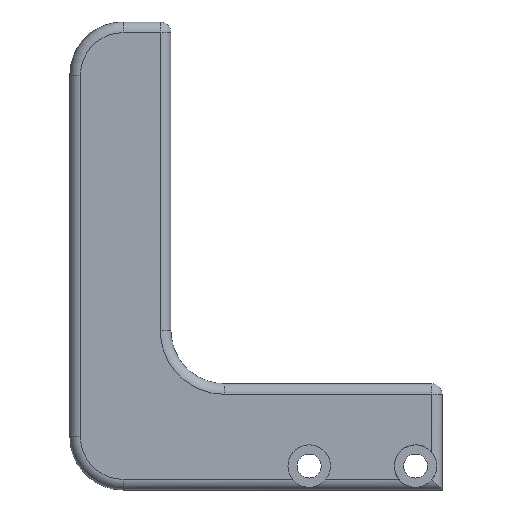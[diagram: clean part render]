
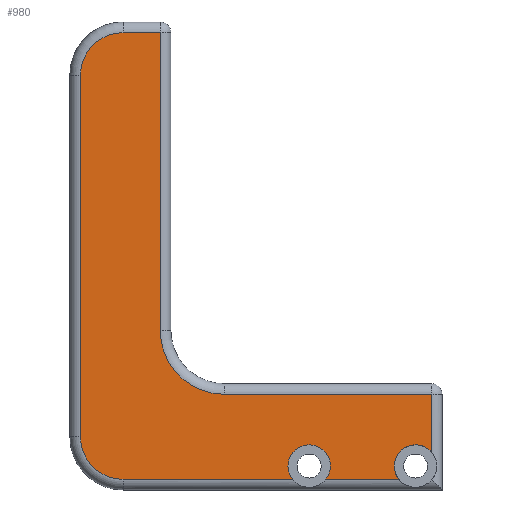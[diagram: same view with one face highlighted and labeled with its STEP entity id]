
A CAD part, left-side view. The second image highlights one B-rep face of the part: STEP entity #980.
In plain terms, the highlighted face is planar.
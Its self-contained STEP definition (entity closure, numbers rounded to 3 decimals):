
#12 = CARTESIAN_POINT ( 'NONE',  ( -7.146, 18., 2. ) ) ;
#69 = VERTEX_POINT ( 'NONE', #715 ) ;
#72 = CARTESIAN_POINT ( 'NONE',  ( -2., 18., 8.122 ) ) ;
#76 = DIRECTION ( 'NONE',  ( 0., 0., -1. ) ) ;
#78 = VERTEX_POINT ( 'NONE', #1347 ) ;
#91 = VERTEX_POINT ( 'NONE', #320 ) ;
#94 = VERTEX_POINT ( 'NONE', #1506 ) ;
#100 = EDGE_CURVE ( 'NONE', #695, #1517, #1084, .T. ) ;
#128 = VERTEX_POINT ( 'NONE', #1164 ) ;
#138 = VECTOR ( 'NONE', #76, 1000. ) ;
#154 = ORIENTED_EDGE ( 'NONE', *, *, #1071, .F. ) ;
#169 = CARTESIAN_POINT ( 'NONE',  ( 0., 18., 0. ) ) ;
#180 = DIRECTION ( 'NONE',  ( 0., 1., 0. ) ) ;
#183 = CIRCLE ( 'NONE', #1092, 8. ) ;
#193 = CIRCLE ( 'NONE', #1177, 12. ) ;
#200 = CIRCLE ( 'NONE', #792, 8. ) ;
#222 = DIRECTION ( 'NONE',  ( 0., 0., -1. ) ) ;
#237 = AXIS2_PLACEMENT_3D ( 'NONE', #416, #1271, #529 ) ;
#238 = CARTESIAN_POINT ( 'NONE',  ( -86., 18., 53. ) ) ;
#242 = EDGE_CURVE ( 'NONE', #502, #1266, #200, .T. ) ;
#273 = EDGE_CURVE ( 'NONE', #695, #94, #1121, .T. ) ;
#297 = DIRECTION ( 'NONE',  ( 0., -1., 0. ) ) ;
#319 = AXIS2_PLACEMENT_3D ( 'NONE', #169, #180, #999 ) ;
#320 = CARTESIAN_POINT ( 'NONE',  ( -4.5, 18., 21. ) ) ;
#328 = CARTESIAN_POINT ( 'NONE',  ( -78., 18., 60. ) ) ;
#348 = VERTEX_POINT ( 'NONE', #12 ) ;
#384 = DIRECTION ( 'NONE',  ( 0., 0., 1. ) ) ;
#389 = CIRCLE ( 'NONE', #1300, 4. ) ;
#416 = CARTESIAN_POINT ( 'NONE',  ( -4.5, 18., 25. ) ) ;
#428 = LINE ( 'NONE', #1114, #944 ) ;
#429 = CARTESIAN_POINT ( 'NONE',  ( -86., 18., 60. ) ) ;
#436 = DIRECTION ( 'NONE',  ( 0., 0., 1. ) ) ;
#447 = LINE ( 'NONE', #535, #138 ) ;
#494 = CARTESIAN_POINT ( 'NONE',  ( -30., 18., 41. ) ) ;
#498 = DIRECTION ( 'NONE',  ( 0., -1., 0. ) ) ;
#502 = VERTEX_POINT ( 'NONE', #1020 ) ;
#504 = CARTESIAN_POINT ( 'NONE',  ( -4.5, 18., 25. ) ) ;
#529 = DIRECTION ( 'NONE',  ( 0., 0., -1. ) ) ;
#532 = EDGE_CURVE ( 'NONE', #733, #128, #183, .T. ) ;
#535 = CARTESIAN_POINT ( 'NONE',  ( -18., 18., 0. ) ) ;
#536 = CARTESIAN_POINT ( 'NONE',  ( -2., 18., 60. ) ) ;
#553 = EDGE_CURVE ( 'NONE', #603, #728, #1392, .T. ) ;
#558 = LINE ( 'NONE', #1057, #1504 ) ;
#565 = ORIENTED_EDGE ( 'NONE', *, *, #100, .T. ) ;
#569 = EDGE_LOOP ( 'NONE', ( #565, #1305, #1306, #154, #688, #854, #602, #601, #672, #1555, #1288, #1031, #963, #1022, #1571 ) ) ;
#592 = FACE_OUTER_BOUND ( 'NONE', #569, .T. ) ;
#601 = ORIENTED_EDGE ( 'NONE', *, *, #242, .F. ) ;
#602 = ORIENTED_EDGE ( 'NONE', *, *, #1409, .F. ) ;
#603 = VERTEX_POINT ( 'NONE', #238 ) ;
#616 = DIRECTION ( 'NONE',  ( 0., 0., -1. ) ) ;
#620 = DIRECTION ( 'NONE',  ( 0., 0., -1. ) ) ;
#622 = DIRECTION ( 'NONE',  ( 0., -1., 0. ) ) ;
#631 = EDGE_CURVE ( 'NONE', #78, #1156, #1006, .T. ) ;
#641 = PLANE ( 'NONE',  #319 ) ;
#652 = CARTESIAN_POINT ( 'NONE',  ( -18., 18., 2. ) ) ;
#666 = DIRECTION ( 'NONE',  ( 0., -1., 0. ) ) ;
#672 = ORIENTED_EDGE ( 'NONE', *, *, #1545, .F. ) ;
#688 = ORIENTED_EDGE ( 'NONE', *, *, #1572, .F. ) ;
#695 = VERTEX_POINT ( 'NONE', #72 ) ;
#715 = CARTESIAN_POINT ( 'NONE',  ( -18., 18., 41. ) ) ;
#728 = VERTEX_POINT ( 'NONE', #1397 ) ;
#733 = VERTEX_POINT ( 'NONE', #536 ) ;
#738 = CARTESIAN_POINT ( 'NONE',  ( -30., 18., 53. ) ) ;
#787 = CARTESIAN_POINT ( 'NONE',  ( -4.5, 18., 5. ) ) ;
#792 = AXIS2_PLACEMENT_3D ( 'NONE', #328, #1041, #914 ) ;
#811 = LINE ( 'NONE', #960, #1434 ) ;
#834 = CARTESIAN_POINT ( 'NONE',  ( -4.5, 18., 9. ) ) ;
#854 = ORIENTED_EDGE ( 'NONE', *, *, #553, .F. ) ;
#877 = VECTOR ( 'NONE', #1260, 1000. ) ;
#897 = EDGE_CURVE ( 'NONE', #1517, #348, #389, .T. ) ;
#911 = LINE ( 'NONE', #1386, #877 ) ;
#914 = DIRECTION ( 'NONE',  ( 0., 0., -1. ) ) ;
#931 = EDGE_CURVE ( 'NONE', #78, #733, #428, .T. ) ;
#944 = VECTOR ( 'NONE', #384, 1000. ) ;
#960 = CARTESIAN_POINT ( 'NONE',  ( -78., 18., 68. ) ) ;
#963 = ORIENTED_EDGE ( 'NONE', *, *, #1282, .T. ) ;
#980 = ADVANCED_FACE ( 'NONE', ( #592 ), #641, .T. ) ;
#999 = DIRECTION ( 'NONE',  ( 0., 0., -1. ) ) ;
#1000 = CARTESIAN_POINT ( 'NONE',  ( -4.5, 18., 25. ) ) ;
#1006 = CIRCLE ( 'NONE', #1410, 4. ) ;
#1012 = EDGE_CURVE ( 'NONE', #91, #94, #1577, .T. ) ;
#1020 = CARTESIAN_POINT ( 'NONE',  ( -78., 18., 68. ) ) ;
#1022 = ORIENTED_EDGE ( 'NONE', *, *, #1012, .T. ) ;
#1031 = ORIENTED_EDGE ( 'NONE', *, *, #631, .T. ) ;
#1034 = VERTEX_POINT ( 'NONE', #652 ) ;
#1041 = DIRECTION ( 'NONE',  ( 0., -1., 0. ) ) ;
#1051 = VECTOR ( 'NONE', #1240, 1000. ) ;
#1057 = CARTESIAN_POINT ( 'NONE',  ( -86., 18., 51. ) ) ;
#1071 = EDGE_CURVE ( 'NONE', #69, #1034, #447, .T. ) ;
#1076 = VECTOR ( 'NONE', #436, 1000. ) ;
#1084 = CIRCLE ( 'NONE', #1538, 4. ) ;
#1090 = DIRECTION ( 'NONE',  ( -1., 0., 0. ) ) ;
#1092 = AXIS2_PLACEMENT_3D ( 'NONE', #1482, #622, #1362 ) ;
#1114 = CARTESIAN_POINT ( 'NONE',  ( -2., 18., 60. ) ) ;
#1121 = LINE ( 'NONE', #1171, #1076 ) ;
#1144 = DIRECTION ( 'NONE',  ( 0., 0., -1. ) ) ;
#1156 = VERTEX_POINT ( 'NONE', #1556 ) ;
#1162 = CIRCLE ( 'NONE', #1448, 4. ) ;
#1164 = CARTESIAN_POINT ( 'NONE',  ( -10., 18., 68. ) ) ;
#1171 = CARTESIAN_POINT ( 'NONE',  ( -2., 18., 60. ) ) ;
#1177 = AXIS2_PLACEMENT_3D ( 'NONE', #494, #1353, #616 ) ;
#1233 = CARTESIAN_POINT ( 'NONE',  ( -4.5, 18., 5. ) ) ;
#1240 = DIRECTION ( 'NONE',  ( 1., 0., 0. ) ) ;
#1260 = DIRECTION ( 'NONE',  ( 1., 0., 0. ) ) ;
#1266 = VERTEX_POINT ( 'NONE', #429 ) ;
#1271 = DIRECTION ( 'NONE',  ( 0., -1., 0. ) ) ;
#1282 = EDGE_CURVE ( 'NONE', #1156, #91, #1162, .T. ) ;
#1288 = ORIENTED_EDGE ( 'NONE', *, *, #931, .F. ) ;
#1300 = AXIS2_PLACEMENT_3D ( 'NONE', #1233, #498, #1357 ) ;
#1305 = ORIENTED_EDGE ( 'NONE', *, *, #897, .T. ) ;
#1306 = ORIENTED_EDGE ( 'NONE', *, *, #1398, .F. ) ;
#1347 = CARTESIAN_POINT ( 'NONE',  ( -2., 18., 28.122 ) ) ;
#1353 = DIRECTION ( 'NONE',  ( 0., 1., 0. ) ) ;
#1357 = DIRECTION ( 'NONE',  ( 0., 0., -1. ) ) ;
#1361 = DIRECTION ( 'NONE',  ( 0., -1., 0. ) ) ;
#1362 = DIRECTION ( 'NONE',  ( 0., 0., -1. ) ) ;
#1386 = CARTESIAN_POINT ( 'NONE',  ( 0., 18., 2. ) ) ;
#1392 = LINE ( 'NONE', #738, #1051 ) ;
#1397 = CARTESIAN_POINT ( 'NONE',  ( -30., 18., 53. ) ) ;
#1398 = EDGE_CURVE ( 'NONE', #1034, #348, #911, .T. ) ;
#1409 = EDGE_CURVE ( 'NONE', #1266, #603, #558, .T. ) ;
#1410 = AXIS2_PLACEMENT_3D ( 'NONE', #1000, #297, #1144 ) ;
#1434 = VECTOR ( 'NONE', #1090, 1000. ) ;
#1448 = AXIS2_PLACEMENT_3D ( 'NONE', #504, #1361, #620 ) ;
#1482 = CARTESIAN_POINT ( 'NONE',  ( -10., 18., 60. ) ) ;
#1504 = VECTOR ( 'NONE', #222, 1000. ) ;
#1506 = CARTESIAN_POINT ( 'NONE',  ( -2., 18., 21.878 ) ) ;
#1517 = VERTEX_POINT ( 'NONE', #834 ) ;
#1532 = DIRECTION ( 'NONE',  ( 0., 0., -1. ) ) ;
#1538 = AXIS2_PLACEMENT_3D ( 'NONE', #787, #666, #1532 ) ;
#1545 = EDGE_CURVE ( 'NONE', #128, #502, #811, .T. ) ;
#1555 = ORIENTED_EDGE ( 'NONE', *, *, #532, .F. ) ;
#1556 = CARTESIAN_POINT ( 'NONE',  ( -4.5, 18., 29. ) ) ;
#1571 = ORIENTED_EDGE ( 'NONE', *, *, #273, .F. ) ;
#1572 = EDGE_CURVE ( 'NONE', #728, #69, #193, .T. ) ;
#1577 = CIRCLE ( 'NONE', #237, 4. ) ;
